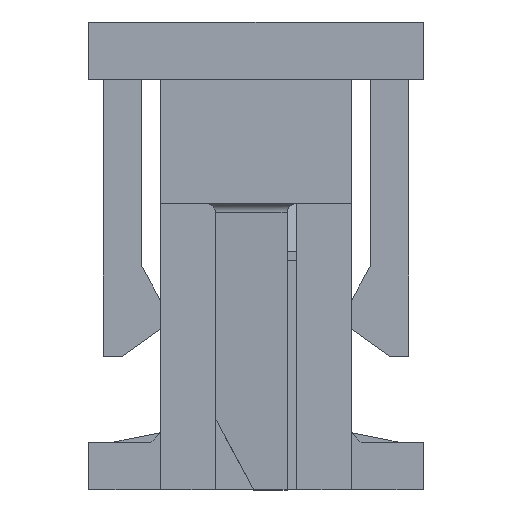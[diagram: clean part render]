
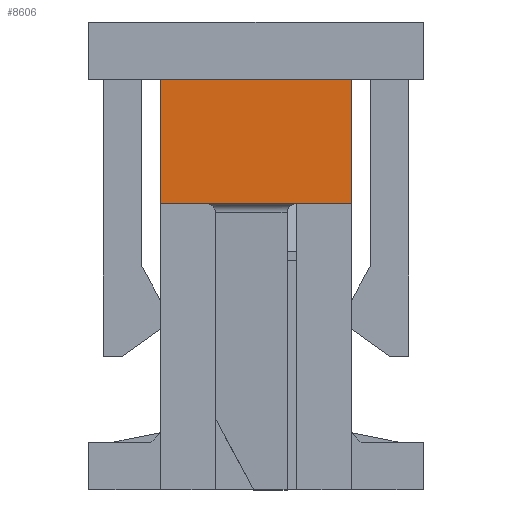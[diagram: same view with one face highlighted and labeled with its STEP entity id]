
A CAD part, left-side view. The second image highlights one B-rep face of the part: STEP entity #8606.
In plain terms, the highlighted planar face has unit normal (-1, 0, 0).
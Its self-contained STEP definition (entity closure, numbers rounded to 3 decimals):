
#2450=ORIENTED_EDGE('',*,*,#3803,.F.);
#2451=ORIENTED_EDGE('',*,*,#3798,.F.);
#2452=ORIENTED_EDGE('',*,*,#3805,.T.);
#2453=ORIENTED_EDGE('',*,*,#3806,.T.);
#3798=EDGE_CURVE('',#4634,#4635,#5788,.T.);
#3803=EDGE_CURVE('',#4635,#4639,#5793,.T.);
#3805=EDGE_CURVE('',#4634,#4640,#5795,.T.);
#3806=EDGE_CURVE('',#4640,#4639,#5796,.T.);
#4634=VERTEX_POINT('',#13605);
#4635=VERTEX_POINT('',#13607);
#4639=VERTEX_POINT('',#13617);
#4640=VERTEX_POINT('',#13621);
#5788=LINE('',#13606,#6962);
#5793=LINE('',#13616,#6967);
#5795=LINE('',#13620,#6969);
#5796=LINE('',#13622,#6970);
#6962=VECTOR('',#11136,1000.);
#6967=VECTOR('',#11143,1000.);
#6969=VECTOR('',#11147,1000.);
#6970=VECTOR('',#11148,1000.);
#7404=EDGE_LOOP('',(#2450,#2451,#2452,#2453));
#7818=FACE_BOUND('',#7404,.T.);
#8209=PLANE('',#9135);
#8606=ADVANCED_FACE('',(#7818),#8209,.T.);
#9135=AXIS2_PLACEMENT_3D('',#13619,#11145,#11146);
#11136=DIRECTION('',(0.,1.,0.));
#11143=DIRECTION('',(0.,0.,1.));
#11145=DIRECTION('',(-1.,0.,0.));
#11146=DIRECTION('',(0.,0.,1.));
#11147=DIRECTION('',(0.,0.,1.));
#11148=DIRECTION('',(0.,1.,0.));
#13605=CARTESIAN_POINT('',(-6.2,-1.,-0.65));
#13606=CARTESIAN_POINT('',(-6.2,-1.,-0.65));
#13607=CARTESIAN_POINT('',(-6.2,1.,-0.65));
#13616=CARTESIAN_POINT('',(-6.2,1.,-0.65));
#13617=CARTESIAN_POINT('',(-6.2,1.,0.65));
#13619=CARTESIAN_POINT('',(-6.2,-1.,-0.65));
#13620=CARTESIAN_POINT('',(-6.2,-1.,-0.65));
#13621=CARTESIAN_POINT('',(-6.2,-1.,0.65));
#13622=CARTESIAN_POINT('',(-6.2,-1.,0.65));
